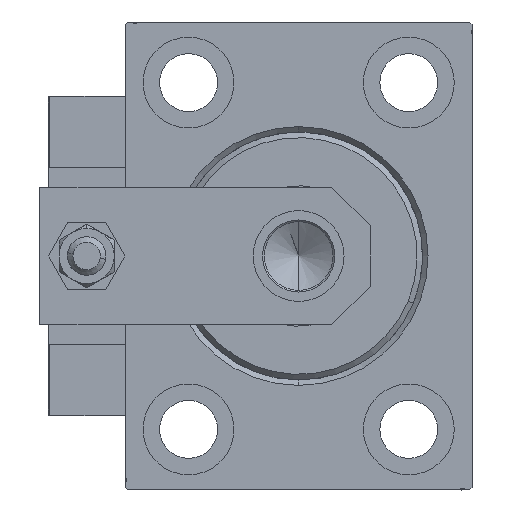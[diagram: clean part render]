
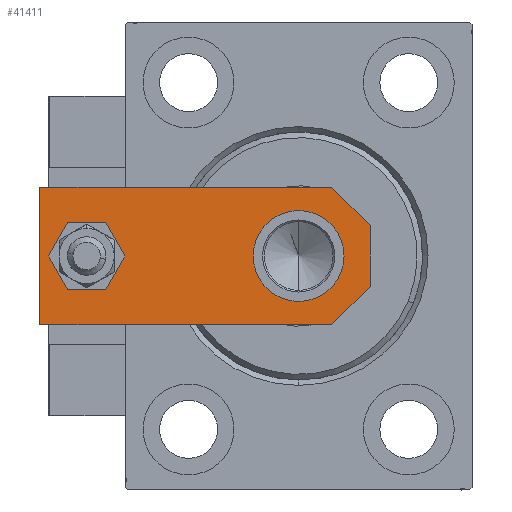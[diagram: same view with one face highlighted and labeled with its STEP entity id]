
A CAD part, left-side view. The second image highlights one B-rep face of the part: STEP entity #41411.
In plain terms, the highlighted face is planar.
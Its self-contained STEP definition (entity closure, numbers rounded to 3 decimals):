
#786 = CARTESIAN_POINT ( 'NONE',  ( 5.5, 0., 6. ) ) ;
#937 = LINE ( 'NONE', #43990, #2834 ) ;
#1804 = LINE ( 'NONE', #17512, #22168 ) ;
#2594 = AXIS2_PLACEMENT_3D ( 'NONE', #35243, #19011, #3789 ) ;
#2834 = VECTOR ( 'NONE', #32117, 1000. ) ;
#2906 = FACE_BOUND ( 'NONE', #38005, .T. ) ;
#3789 = DIRECTION ( 'NONE',  ( 1., 0., 0. ) ) ;
#4160 = EDGE_LOOP ( 'NONE', ( #39428, #26084, #38730, #19795, #15775, #30667 ) ) ;
#4615 = CARTESIAN_POINT ( 'NONE',  ( -5.5, 0., 6. ) ) ;
#5499 = DIRECTION ( 'NONE',  ( 1., 0., 0. ) ) ;
#5559 = DIRECTION ( 'NONE',  ( 0., -1., 0. ) ) ;
#6860 = LINE ( 'NONE', #26461, #37814 ) ;
#7354 = CARTESIAN_POINT ( 'NONE',  ( 12.5, 7., 6. ) ) ;
#7995 = VERTEX_POINT ( 'NONE', #43506 ) ;
#8483 = ORIENTED_EDGE ( 'NONE', *, *, #47838, .F. ) ;
#9140 = VERTEX_POINT ( 'NONE', #48266 ) ;
#9637 = FACE_BOUND ( 'NONE', #17104, .T. ) ;
#10996 = CIRCLE ( 'NONE', #29963, 4. ) ;
#11134 = EDGE_CURVE ( 'NONE', #7995, #15713, #22093, .T. ) ;
#11645 = EDGE_CURVE ( 'NONE', #46872, #21909, #6860, .T. ) ;
#12451 = VECTOR ( 'NONE', #5559, 1000. ) ;
#12548 = VERTEX_POINT ( 'NONE', #7354 ) ;
#13445 = DIRECTION ( 'NONE',  ( 1., 0., 0. ) ) ;
#14252 = PLANE ( 'NONE',  #44353 ) ;
#14470 = CARTESIAN_POINT ( 'NONE',  ( -4., 51.5, 6. ) ) ;
#14969 = VERTEX_POINT ( 'NONE', #27037 ) ;
#15713 = VERTEX_POINT ( 'NONE', #31747 ) ;
#15775 = ORIENTED_EDGE ( 'NONE', *, *, #42815, .T. ) ;
#16053 = VERTEX_POINT ( 'NONE', #4615 ) ;
#17040 = CARTESIAN_POINT ( 'NONE',  ( 2.75, -2.75, 6. ) ) ;
#17104 = EDGE_LOOP ( 'NONE', ( #45740, #8483 ) ) ;
#17428 = EDGE_CURVE ( 'NONE', #21909, #9140, #29038, .T. ) ;
#17483 = CARTESIAN_POINT ( 'NONE',  ( -12.5, 60., 6. ) ) ;
#17512 = CARTESIAN_POINT ( 'NONE',  ( 12.5, 0., 6. ) ) ;
#18018 = ORIENTED_EDGE ( 'NONE', *, *, #26677, .F. ) ;
#18106 = CIRCLE ( 'NONE', #2594, 8.25 ) ;
#18393 = CIRCLE ( 'NONE', #35669, 4. ) ;
#19011 = DIRECTION ( 'NONE',  ( 0., 0., 1. ) ) ;
#19795 = ORIENTED_EDGE ( 'NONE', *, *, #21613, .T. ) ;
#20570 = ORIENTED_EDGE ( 'NONE', *, *, #26900, .F. ) ;
#21417 = DIRECTION ( 'NONE',  ( 0.707, 0.707, 0. ) ) ;
#21613 = EDGE_CURVE ( 'NONE', #24324, #12548, #25292, .T. ) ;
#21909 = VERTEX_POINT ( 'NONE', #17483 ) ;
#22093 = CIRCLE ( 'NONE', #31998, 8.25 ) ;
#22168 = VECTOR ( 'NONE', #33239, 1000. ) ;
#22501 = FACE_OUTER_BOUND ( 'NONE', #4160, .T. ) ;
#24160 = CARTESIAN_POINT ( 'NONE',  ( 12.5, 60., 6. ) ) ;
#24324 = VERTEX_POINT ( 'NONE', #786 ) ;
#25292 = LINE ( 'NONE', #17040, #33883 ) ;
#25579 = DIRECTION ( 'NONE',  ( 0.707, -0.707, 0. ) ) ;
#26084 = ORIENTED_EDGE ( 'NONE', *, *, #35345, .T. ) ;
#26461 = CARTESIAN_POINT ( 'NONE',  ( 12.5, 60., 6. ) ) ;
#26677 = EDGE_CURVE ( 'NONE', #43437, #14969, #18393, .T. ) ;
#26900 = EDGE_CURVE ( 'NONE', #14969, #43437, #10996, .T. ) ;
#27037 = CARTESIAN_POINT ( 'NONE',  ( 4., 51.5, 6. ) ) ;
#28429 = EDGE_CURVE ( 'NONE', #16053, #24324, #937, .T. ) ;
#28844 = CARTESIAN_POINT ( 'NONE',  ( 0., 51.5, 6. ) ) ;
#29038 = LINE ( 'NONE', #40906, #12451 ) ;
#29486 = DIRECTION ( 'NONE',  ( 1., 0., 0. ) ) ;
#29963 = AXIS2_PLACEMENT_3D ( 'NONE', #33340, #48084, #5499 ) ;
#30667 = ORIENTED_EDGE ( 'NONE', *, *, #11645, .T. ) ;
#31695 = DIRECTION ( 'NONE',  ( 1., 0., 0. ) ) ;
#31747 = CARTESIAN_POINT ( 'NONE',  ( 8.25, 13., 6. ) ) ;
#31998 = AXIS2_PLACEMENT_3D ( 'NONE', #45669, #36662, #13445 ) ;
#32117 = DIRECTION ( 'NONE',  ( 1., 0., 0. ) ) ;
#33239 = DIRECTION ( 'NONE',  ( 0., 1., 0. ) ) ;
#33340 = CARTESIAN_POINT ( 'NONE',  ( 0., 51.5, 6. ) ) ;
#33587 = CARTESIAN_POINT ( 'NONE',  ( 0., 0., 6. ) ) ;
#33883 = VECTOR ( 'NONE', #21417, 1000. ) ;
#35243 = CARTESIAN_POINT ( 'NONE',  ( 0., 13., 6. ) ) ;
#35345 = EDGE_CURVE ( 'NONE', #9140, #16053, #49311, .T. ) ;
#35552 = DIRECTION ( 'NONE',  ( 0., 0., 1. ) ) ;
#35669 = AXIS2_PLACEMENT_3D ( 'NONE', #28844, #35552, #31695 ) ;
#36662 = DIRECTION ( 'NONE',  ( 0., 0., 1. ) ) ;
#37814 = VECTOR ( 'NONE', #38811, 1000. ) ;
#38005 = EDGE_LOOP ( 'NONE', ( #18018, #20570 ) ) ;
#38730 = ORIENTED_EDGE ( 'NONE', *, *, #28429, .T. ) ;
#38811 = DIRECTION ( 'NONE',  ( -1., 0., 0. ) ) ;
#39428 = ORIENTED_EDGE ( 'NONE', *, *, #17428, .T. ) ;
#40906 = CARTESIAN_POINT ( 'NONE',  ( -12.5, 60., 6. ) ) ;
#41411 = ADVANCED_FACE ( 'NONE', ( #2906, #22501, #9637 ), #14252, .T. ) ;
#42815 = EDGE_CURVE ( 'NONE', #12548, #46872, #1804, .T. ) ;
#43437 = VERTEX_POINT ( 'NONE', #14470 ) ;
#43506 = CARTESIAN_POINT ( 'NONE',  ( -8.25, 13., 6. ) ) ;
#43990 = CARTESIAN_POINT ( 'NONE',  ( -12.5, 0., 6. ) ) ;
#44353 = AXIS2_PLACEMENT_3D ( 'NONE', #33587, #49346, #29486 ) ;
#45669 = CARTESIAN_POINT ( 'NONE',  ( 0., 13., 6. ) ) ;
#45740 = ORIENTED_EDGE ( 'NONE', *, *, #11134, .F. ) ;
#46872 = VERTEX_POINT ( 'NONE', #24160 ) ;
#47838 = EDGE_CURVE ( 'NONE', #15713, #7995, #18106, .T. ) ;
#48084 = DIRECTION ( 'NONE',  ( 0., 0., 1. ) ) ;
#48266 = CARTESIAN_POINT ( 'NONE',  ( -12.5, 7., 6. ) ) ;
#48358 = VECTOR ( 'NONE', #25579, 1000. ) ;
#49311 = LINE ( 'NONE', #49817, #48358 ) ;
#49346 = DIRECTION ( 'NONE',  ( 0., 0., 1. ) ) ;
#49817 = CARTESIAN_POINT ( 'NONE',  ( -2.75, -2.75, 6. ) ) ;
